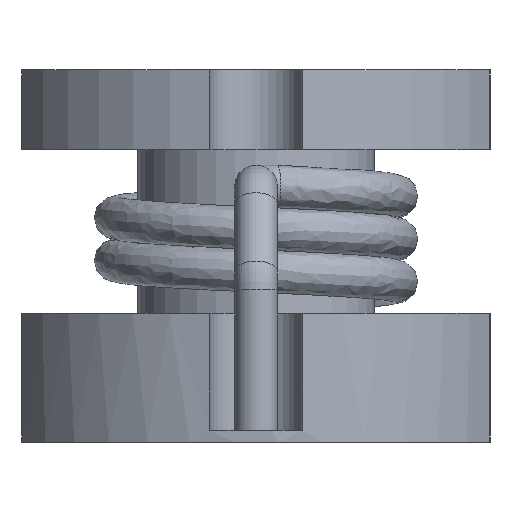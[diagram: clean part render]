
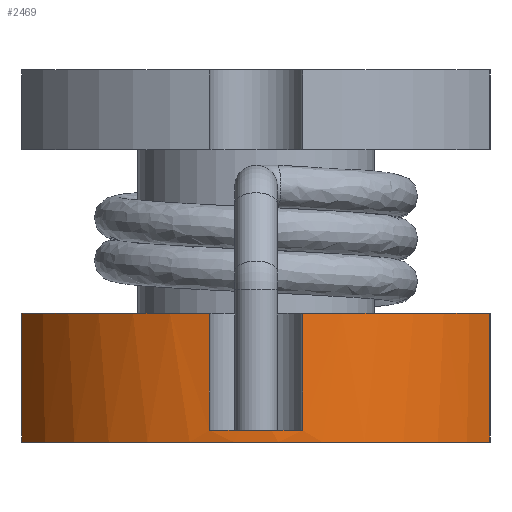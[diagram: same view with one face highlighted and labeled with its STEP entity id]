
A CAD part, front view. The second image highlights one B-rep face of the part: STEP entity #2469.
In plain terms, the highlighted cylindrical face has radius 2.225 mm (diameter 4.45 mm), a partial arc.
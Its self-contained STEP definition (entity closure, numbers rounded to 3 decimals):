
#106=LINE('',#3223,#286);
#110=LINE('',#3231,#290);
#111=LINE('',#3246,#291);
#112=LINE('',#3250,#292);
#286=VECTOR('',#2730,1000.);
#290=VECTOR('',#2736,1000.);
#291=VECTOR('',#2755,1000.);
#292=VECTOR('',#2758,1000.);
#463=CIRCLE('',#2581,2.225);
#466=CIRCLE('',#2587,2.225);
#470=CIRCLE('',#2591,2.225);
#472=CIRCLE('',#2594,2.225);
#494=CYLINDRICAL_SURFACE('',#2593,2.225);
#542=ORIENTED_EDGE('',*,*,#1022,.F.);
#543=ORIENTED_EDGE('',*,*,#1018,.T.);
#544=ORIENTED_EDGE('',*,*,#1026,.T.);
#545=ORIENTED_EDGE('',*,*,#1028,.T.);
#546=ORIENTED_EDGE('',*,*,#1034,.T.);
#547=ORIENTED_EDGE('',*,*,#1035,.F.);
#548=ORIENTED_EDGE('',*,*,#1036,.F.);
#549=ORIENTED_EDGE('',*,*,#1032,.T.);
#1018=EDGE_CURVE('',#1267,#1266,#463,.T.);
#1022=EDGE_CURVE('',#1267,#1270,#106,.T.);
#1026=EDGE_CURVE('',#1266,#1272,#110,.T.);
#1028=EDGE_CURVE('',#1272,#1274,#466,.T.);
#1032=EDGE_CURVE('',#1273,#1270,#470,.T.);
#1034=EDGE_CURVE('',#1274,#1278,#111,.T.);
#1035=EDGE_CURVE('',#1279,#1278,#472,.T.);
#1036=EDGE_CURVE('',#1273,#1279,#112,.T.);
#1266=VERTEX_POINT('',#3214);
#1267=VERTEX_POINT('',#3216);
#1270=VERTEX_POINT('',#3224);
#1272=VERTEX_POINT('',#3230);
#1273=VERTEX_POINT('',#3234);
#1274=VERTEX_POINT('',#3235);
#1278=VERTEX_POINT('',#3247);
#1279=VERTEX_POINT('',#3249);
#1466=EDGE_LOOP('',(#542,#543,#544,#545,#546,#547,#548,#549));
#1599=FACE_BOUND('',#1466,.T.);
#2469=ADVANCED_FACE('',(#1599),#494,.T.);
#2581=AXIS2_PLACEMENT_3D('',#3215,#2722,#2723);
#2587=AXIS2_PLACEMENT_3D('',#3236,#2741,#2742);
#2591=AXIS2_PLACEMENT_3D('',#3242,#2749,#2750);
#2593=AXIS2_PLACEMENT_3D('',#3245,#2753,#2754);
#2594=AXIS2_PLACEMENT_3D('',#3248,#2756,#2757);
#2722=DIRECTION('',(0.,1.,0.));
#2723=DIRECTION('',(1.,0.,0.));
#2730=DIRECTION('',(0.,1.,0.));
#2736=DIRECTION('',(0.,1.,0.));
#2741=DIRECTION('',(0.,-1.,0.));
#2742=DIRECTION('',(1.,0.,0.));
#2749=DIRECTION('',(0.,-1.,0.));
#2750=DIRECTION('',(1.,0.,0.));
#2753=DIRECTION('',(0.,-1.,0.));
#2754=DIRECTION('',(0.,0.,1.));
#2755=DIRECTION('',(0.,-1.,0.));
#2756=DIRECTION('',(0.,1.,0.));
#2757=DIRECTION('',(1.,0.,0.));
#2758=DIRECTION('',(0.,-1.,0.));
#3214=CARTESIAN_POINT('',(-2.,-1.1,-1.));
#3215=CARTESIAN_POINT('',(0.,-1.1,-0.025));
#3216=CARTESIAN_POINT('',(2.,-1.1,-1.));
#3223=CARTESIAN_POINT('',(2.,-1.1,-1.));
#3224=CARTESIAN_POINT('',(2.,0.,-1.));
#3230=CARTESIAN_POINT('',(-2.,0.,-1.));
#3231=CARTESIAN_POINT('',(-2.,-1.1,-1.));
#3234=CARTESIAN_POINT('',(0.398,0.,-2.214));
#3235=CARTESIAN_POINT('',(-0.398,0.,-2.214));
#3236=CARTESIAN_POINT('',(0.,0.,-0.025));
#3242=CARTESIAN_POINT('',(0.,0.,-0.025));
#3245=CARTESIAN_POINT('',(0.,-1.1,-0.025));
#3246=CARTESIAN_POINT('',(-0.398,2.096,-2.214));
#3247=CARTESIAN_POINT('',(-0.398,-1.,-2.214));
#3248=CARTESIAN_POINT('',(0.,-1.,-0.025));
#3249=CARTESIAN_POINT('',(0.398,-1.,-2.214));
#3250=CARTESIAN_POINT('',(0.398,2.096,-2.214));
